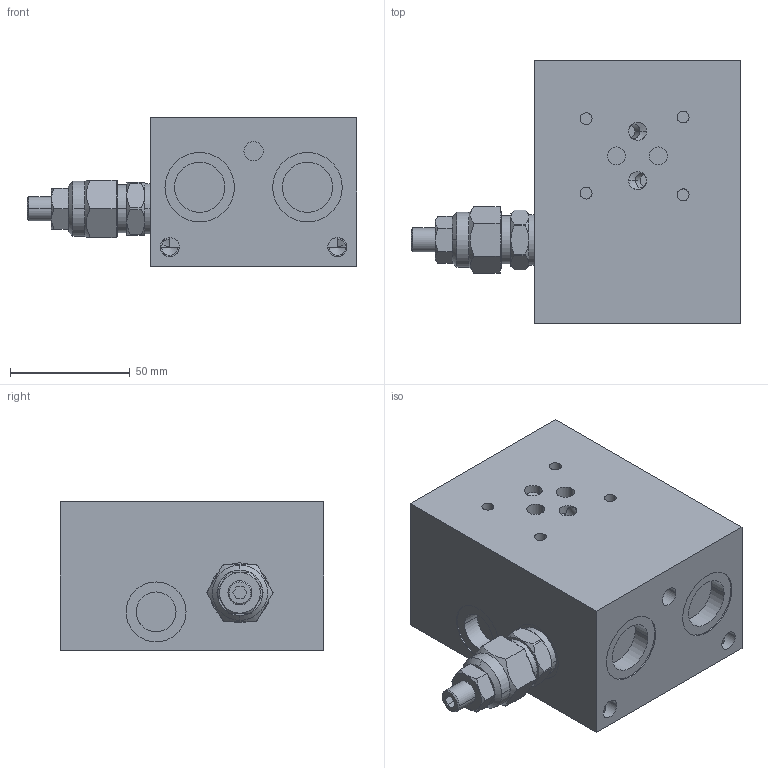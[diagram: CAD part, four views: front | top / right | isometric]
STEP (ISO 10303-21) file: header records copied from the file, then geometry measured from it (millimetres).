
FILE_DESCRIPTION( ( 'STEP AP214' ), '1' );
FILE_NAME( 'tmp0.step', '2010-08-26T15:59:14', ( ' ' ), ( ' ' ), 'XStep 1.0', ' ', ' ' );
FILE_SCHEMA( ( 'automotive_design' ) );
Length unit declared in the file: millimetre
Products named in the file (2): 1; 2
Bounding box: 137.4 x 110 x 62 mm (x, y, z)
Volume: 574757.2 mm3; surface area: 55996.4 mm2
Topology: 2 solids, 2 shells, 277 faces, 658 edges, 406 vertices
Faces by surface type: plane 125, cylinder 104, cone 48
Entity records: 15456 total; most frequent: CARTESIAN_POINT 1611, DIRECTION 1392, STYLED_ITEM 1327, PRESENTATION_STYLE_ASSIGNMENT 1327, COLOUR_RGB 1327, ORIENTED_EDGE 1284, EDGE_CURVE 642, CURVE_STYLE 642
